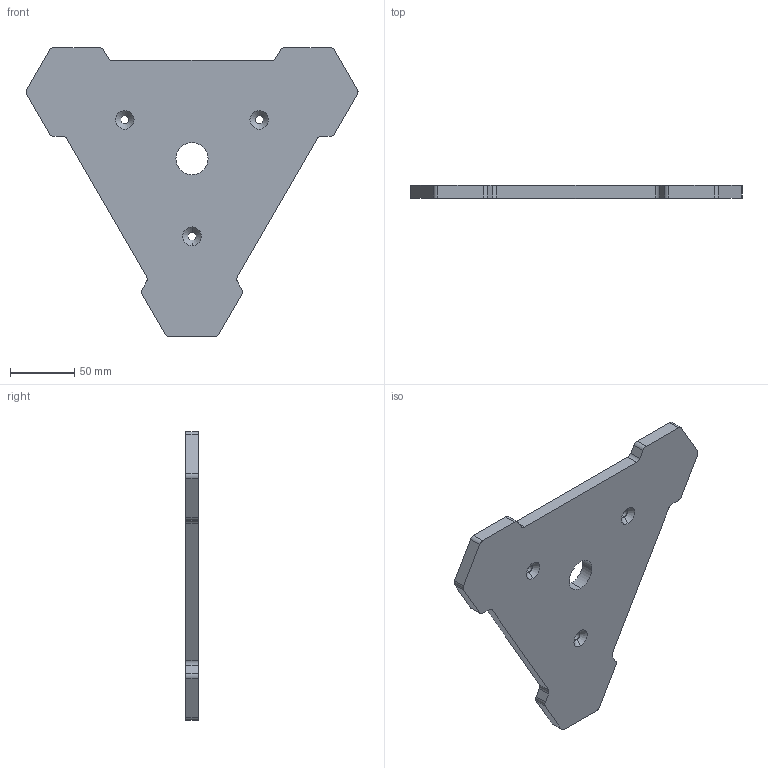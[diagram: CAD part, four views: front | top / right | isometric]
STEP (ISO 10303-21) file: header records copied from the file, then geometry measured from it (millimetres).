
FILE_DESCRIPTION (( 'STEP AP214' ), '1' );
FILE_NAME ('Support Hautv4.STEP', '2023-03-12T08:33:32', ( '' ), ( '' ), 'SwSTEP 2.0', 'SolidWorks 2019', '' );
FILE_SCHEMA (( 'AUTOMOTIVE_DESIGN' ));
Length unit declared in the file: millimetre
Products named in the file (1): Support Hautv4
Bounding box: 258.76 x 10 x 225.17 mm (x, y, z)
Volume: 313012.7 mm3; surface area: 76000 mm2
Topology: 1 solids, 1 shells, 67 faces, 174 edges, 114 vertices
Faces by surface type: cylinder 30, plane 25, cone 6, bspline 6
Entity records: 2134 total; most frequent: CARTESIAN_POINT 434, DIRECTION 352, ORIENTED_EDGE 348, EDGE_CURVE 174, AXIS2_PLACEMENT_3D 128, VERTEX_POINT 114, VECTOR 96, LINE 96
